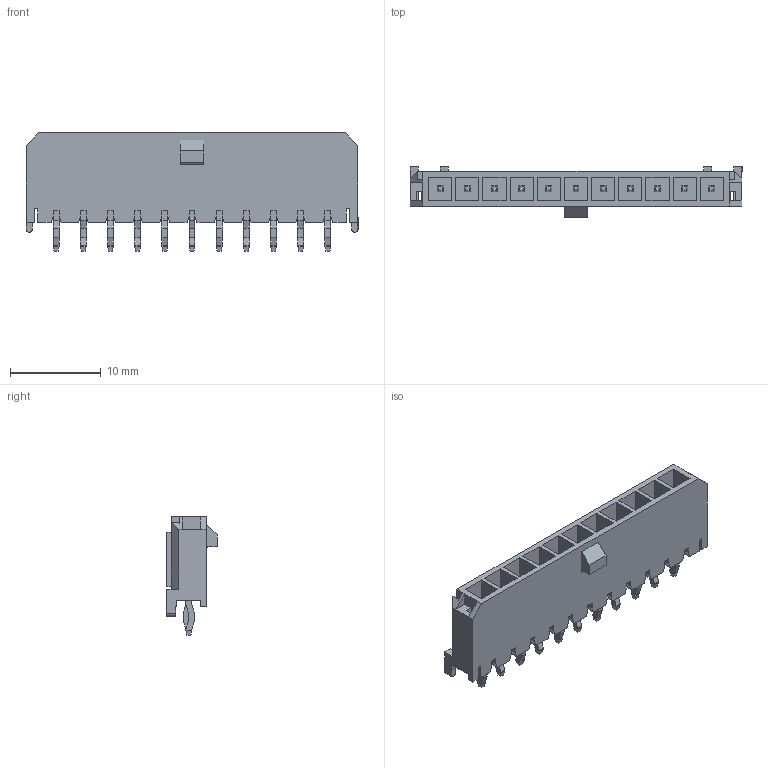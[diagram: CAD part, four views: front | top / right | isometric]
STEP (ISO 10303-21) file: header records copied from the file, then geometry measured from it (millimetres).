
FILE_DESCRIPTION(/* description */ ('Unknown'),/* implementation_level */ '2;1');
FILE_NAME(/* name */ 'J_Wurth_WR-MPC3_66201111122',/* time_stamp */ '2025-06-13T10:23:12+08:00',/* author */ ('Unknown'),/* organization */ ('Unknown'),/* preprocessor_version */ 'ST-DEVELOPER v19.4',/* originating_system */ 'Solid Edge',/* authorisation */ 'Unknown');
FILE_SCHEMA (('AUTOMOTIVE_DESIGN {1 0 10303 214 3 1 1}'));
Length unit declared in the file: millimetre
Products named in the file (2): J_Wurth_WR-MPC3_66201111122
Assembly tree (1 placements, depth 2):
  J_Wurth_WR-MPC3_66201111122
    J_Wurth_WR-MPC3_66201111122
Bounding box: 36.65 x 5.57 x 13.08 mm (x, y, z)
Volume: 823.3 mm3; surface area: 2293.4 mm2
Topology: 1 solids, 1 shells, 636 faces, 1665 edges, 1048 vertices
Faces by surface type: plane 633, cylinder 3
Entity records: 23398 total; most frequent: CARTESIAN_POINT 3351, ORIENTED_EDGE 3330, DIRECTION 2947, EDGE_CURVE 1665, LINE 1659, VECTOR 1659, VERTEX_POINT 1048, EDGE_LOOP 661
